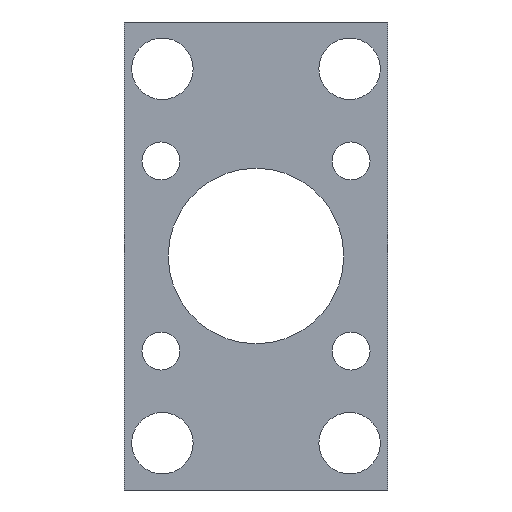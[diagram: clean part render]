
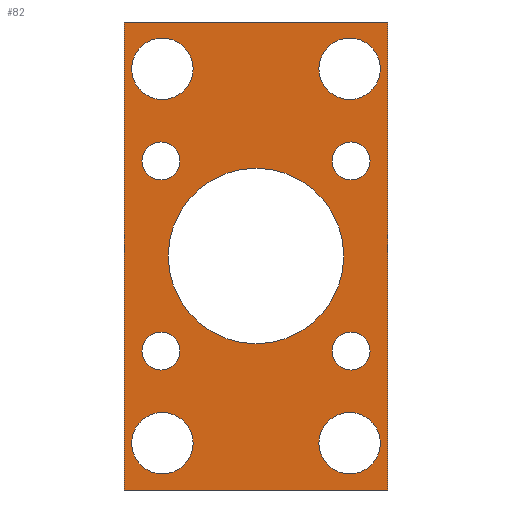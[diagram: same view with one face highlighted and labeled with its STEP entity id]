
A CAD part, left-side view. The second image highlights one B-rep face of the part: STEP entity #82.
In plain terms, the highlighted planar face has unit normal (-1, 0, 0).
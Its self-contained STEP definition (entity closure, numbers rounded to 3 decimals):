
#82 = ADVANCED_FACE( '', ( #170, #171, #172, #173, #174, #175, #176, #177, #178, #179 ), #180, .F. );
#170 = FACE_BOUND( '', #288, .T. );
#171 = FACE_BOUND( '', #289, .T. );
#172 = FACE_BOUND( '', #290, .T. );
#173 = FACE_BOUND( '', #291, .T. );
#174 = FACE_BOUND( '', #292, .T. );
#175 = FACE_BOUND( '', #293, .T. );
#176 = FACE_BOUND( '', #294, .T. );
#177 = FACE_BOUND( '', #295, .T. );
#178 = FACE_BOUND( '', #296, .T. );
#179 = FACE_OUTER_BOUND( '', #297, .T. );
#180 = PLANE( '', #298 );
#288 = EDGE_LOOP( '', ( #409 ) );
#289 = EDGE_LOOP( '', ( #410 ) );
#290 = EDGE_LOOP( '', ( #411 ) );
#291 = EDGE_LOOP( '', ( #412 ) );
#292 = EDGE_LOOP( '', ( #413 ) );
#293 = EDGE_LOOP( '', ( #414 ) );
#294 = EDGE_LOOP( '', ( #415 ) );
#295 = EDGE_LOOP( '', ( #416 ) );
#296 = EDGE_LOOP( '', ( #417 ) );
#297 = EDGE_LOOP( '', ( #418, #419, #420, #421 ) );
#298 = AXIS2_PLACEMENT_3D( '', #422, #423, #424 );
#409 = ORIENTED_EDGE( '', *, *, #558, .T. );
#410 = ORIENTED_EDGE( '', *, *, #559, .T. );
#411 = ORIENTED_EDGE( '', *, *, #541, .T. );
#412 = ORIENTED_EDGE( '', *, *, #560, .T. );
#413 = ORIENTED_EDGE( '', *, *, #561, .T. );
#414 = ORIENTED_EDGE( '', *, *, #562, .T. );
#415 = ORIENTED_EDGE( '', *, *, #563, .T. );
#416 = ORIENTED_EDGE( '', *, *, #544, .T. );
#417 = ORIENTED_EDGE( '', *, *, #564, .T. );
#418 = ORIENTED_EDGE( '', *, *, #565, .F. );
#419 = ORIENTED_EDGE( '', *, *, #566, .F. );
#420 = ORIENTED_EDGE( '', *, *, #567, .F. );
#421 = ORIENTED_EDGE( '', *, *, #553, .F. );
#422 = CARTESIAN_POINT( '', ( 0., 0., 0. ) );
#423 = DIRECTION( '', ( 1., 0., 0. ) );
#424 = DIRECTION( '', ( 0., 0., -1. ) );
#541 = EDGE_CURVE( '', #603, #603, #604, .T. );
#544 = EDGE_CURVE( '', #608, #608, #609, .T. );
#553 = EDGE_CURVE( '', #622, #623, #624, .T. );
#558 = EDGE_CURVE( '', #631, #631, #632, .T. );
#559 = EDGE_CURVE( '', #633, #633, #634, .T. );
#560 = EDGE_CURVE( '', #635, #635, #636, .T. );
#561 = EDGE_CURVE( '', #637, #637, #638, .T. );
#562 = EDGE_CURVE( '', #639, #639, #640, .T. );
#563 = EDGE_CURVE( '', #641, #641, #642, .T. );
#564 = EDGE_CURVE( '', #643, #643, #644, .T. );
#565 = EDGE_CURVE( '', #645, #622, #646, .T. );
#566 = EDGE_CURVE( '', #647, #645, #648, .T. );
#567 = EDGE_CURVE( '', #623, #647, #649, .T. );
#603 = VERTEX_POINT( '', #698 );
#604 = CIRCLE( '', #699, 3.25 );
#608 = VERTEX_POINT( '', #703 );
#609 = CIRCLE( '', #704, 5.25 );
#622 = VERTEX_POINT( '', #717 );
#623 = VERTEX_POINT( '', #718 );
#624 = LINE( '', #719, #720 );
#631 = VERTEX_POINT( '', #730 );
#632 = CIRCLE( '', #731, 3.25 );
#633 = VERTEX_POINT( '', #732 );
#634 = CIRCLE( '', #733, 3.25 );
#635 = VERTEX_POINT( '', #734 );
#636 = CIRCLE( '', #735, 3.25 );
#637 = VERTEX_POINT( '', #736 );
#638 = CIRCLE( '', #737, 5.25 );
#639 = VERTEX_POINT( '', #738 );
#640 = CIRCLE( '', #739, 5.25 );
#641 = VERTEX_POINT( '', #740 );
#642 = CIRCLE( '', #741, 15. );
#643 = VERTEX_POINT( '', #742 );
#644 = CIRCLE( '', #743, 5.25 );
#645 = VERTEX_POINT( '', #744 );
#646 = LINE( '', #745, #746 );
#647 = VERTEX_POINT( '', #747 );
#648 = LINE( '', #748, #749 );
#649 = LINE( '', #750, #751 );
#698 = CARTESIAN_POINT( '', ( 0., 16.25, -19.5 ) );
#699 = AXIS2_PLACEMENT_3D( '', #805, #806, #807 );
#703 = CARTESIAN_POINT( '', ( 0., 16., -37.25 ) );
#704 = AXIS2_PLACEMENT_3D( '', #811, #812, #813 );
#717 = CARTESIAN_POINT( '', ( 0., 22.5, 40. ) );
#718 = CARTESIAN_POINT( '', ( 0., -22.5, 40. ) );
#719 = CARTESIAN_POINT( '', ( 0., 22.5, 40. ) );
#720 = VECTOR( '', #826, 1000. );
#730 = CARTESIAN_POINT( '', ( 0., -16.25, -19.5 ) );
#731 = AXIS2_PLACEMENT_3D( '', #830, #831, #832 );
#732 = CARTESIAN_POINT( '', ( 0., 16.25, 13. ) );
#733 = AXIS2_PLACEMENT_3D( '', #833, #834, #835 );
#734 = CARTESIAN_POINT( '', ( 0., -16.25, 13. ) );
#735 = AXIS2_PLACEMENT_3D( '', #836, #837, #838 );
#736 = CARTESIAN_POINT( '', ( 0., 16., 26.75 ) );
#737 = AXIS2_PLACEMENT_3D( '', #839, #840, #841 );
#738 = CARTESIAN_POINT( '', ( 0., -16., 26.75 ) );
#739 = AXIS2_PLACEMENT_3D( '', #842, #843, #844 );
#740 = CARTESIAN_POINT( '', ( 0., 0., -15. ) );
#741 = AXIS2_PLACEMENT_3D( '', #845, #846, #847 );
#742 = CARTESIAN_POINT( '', ( 0., -16., -37.25 ) );
#743 = AXIS2_PLACEMENT_3D( '', #848, #849, #850 );
#744 = CARTESIAN_POINT( '', ( 0., 22.5, -40. ) );
#745 = CARTESIAN_POINT( '', ( 0., 22.5, -40. ) );
#746 = VECTOR( '', #851, 1000. );
#747 = CARTESIAN_POINT( '', ( 0., -22.5, -40. ) );
#748 = CARTESIAN_POINT( '', ( 0., -22.5, -40. ) );
#749 = VECTOR( '', #852, 1000. );
#750 = CARTESIAN_POINT( '', ( 0., -22.5, 40. ) );
#751 = VECTOR( '', #853, 1000. );
#805 = CARTESIAN_POINT( '', ( 0., 16.25, -16.25 ) );
#806 = DIRECTION( '', ( 1., 0., 0. ) );
#807 = DIRECTION( '', ( 0., 0., -1. ) );
#811 = CARTESIAN_POINT( '', ( 0., 16., -32. ) );
#812 = DIRECTION( '', ( 1., 0., 0. ) );
#813 = DIRECTION( '', ( 0., 0., -1. ) );
#826 = DIRECTION( '', ( 0., -1., 0. ) );
#830 = CARTESIAN_POINT( '', ( 0., -16.25, -16.25 ) );
#831 = DIRECTION( '', ( 1., 0., 0. ) );
#832 = DIRECTION( '', ( 0., 0., -1. ) );
#833 = CARTESIAN_POINT( '', ( 0., 16.25, 16.25 ) );
#834 = DIRECTION( '', ( 1., 0., 0. ) );
#835 = DIRECTION( '', ( 0., 0., -1. ) );
#836 = CARTESIAN_POINT( '', ( 0., -16.25, 16.25 ) );
#837 = DIRECTION( '', ( 1., 0., 0. ) );
#838 = DIRECTION( '', ( 0., 0., -1. ) );
#839 = CARTESIAN_POINT( '', ( 0., 16., 32. ) );
#840 = DIRECTION( '', ( 1., 0., 0. ) );
#841 = DIRECTION( '', ( 0., 0., -1. ) );
#842 = CARTESIAN_POINT( '', ( 0., -16., 32. ) );
#843 = DIRECTION( '', ( 1., 0., 0. ) );
#844 = DIRECTION( '', ( 0., 0., -1. ) );
#845 = CARTESIAN_POINT( '', ( 0., 0., 0. ) );
#846 = DIRECTION( '', ( 1., 0., 0. ) );
#847 = DIRECTION( '', ( 0., 0., -1. ) );
#848 = CARTESIAN_POINT( '', ( 0., -16., -32. ) );
#849 = DIRECTION( '', ( 1., 0., 0. ) );
#850 = DIRECTION( '', ( 0., 0., -1. ) );
#851 = DIRECTION( '', ( 0., 0., 1. ) );
#852 = DIRECTION( '', ( 0., 1., 0. ) );
#853 = DIRECTION( '', ( 0., 0., -1. ) );
